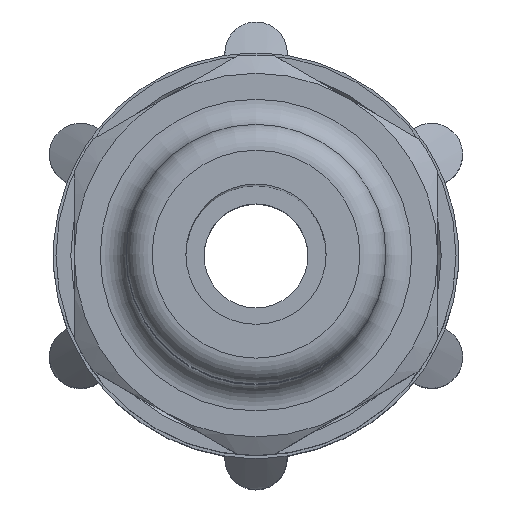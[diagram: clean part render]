
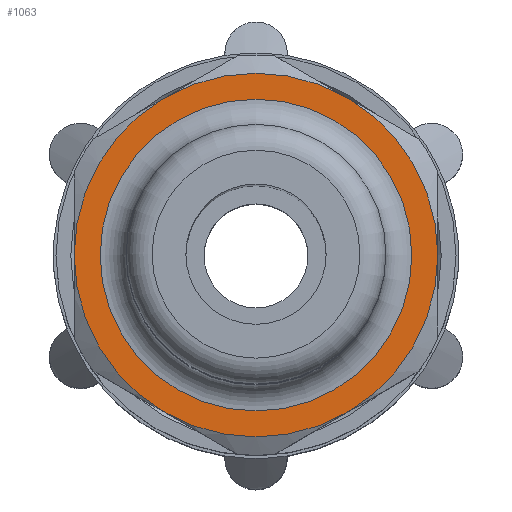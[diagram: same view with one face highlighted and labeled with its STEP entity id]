
A CAD part, top view. The second image highlights one B-rep face of the part: STEP entity #1063.
In plain terms, the highlighted planar face has unit normal (0, 0, 1).
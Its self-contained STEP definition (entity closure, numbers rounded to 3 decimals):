
#30=PLANE('',#1200);
#124=CIRCLE('',#1129,3.5);
#125=CIRCLE('',#1131,3.5);
#128=CIRCLE('',#1135,3.5);
#129=CIRCLE('',#1137,3.5);
#131=CIRCLE('',#1140,3.5);
#133=CIRCLE('',#1143,3.5);
#162=CIRCLE('',#1199,3.);
#307=ORIENTED_EDGE('',*,*,#500,.F.);
#308=ORIENTED_EDGE('',*,*,#494,.F.);
#309=ORIENTED_EDGE('',*,*,#492,.F.);
#310=ORIENTED_EDGE('',*,*,#510,.F.);
#311=ORIENTED_EDGE('',*,*,#506,.F.);
#312=ORIENTED_EDGE('',*,*,#502,.F.);
#313=ORIENTED_EDGE('',*,*,#569,.T.);
#492=EDGE_CURVE('',#634,#632,#124,.T.);
#494=EDGE_CURVE('',#632,#636,#125,.T.);
#500=EDGE_CURVE('',#636,#639,#128,.T.);
#502=EDGE_CURVE('',#639,#642,#129,.T.);
#506=EDGE_CURVE('',#642,#645,#131,.T.);
#510=EDGE_CURVE('',#645,#634,#133,.T.);
#569=EDGE_CURVE('',#687,#687,#162,.T.);
#632=VERTEX_POINT('',#1658);
#634=VERTEX_POINT('',#1665);
#636=VERTEX_POINT('',#1674);
#639=VERTEX_POINT('',#1687);
#642=VERTEX_POINT('',#1702);
#645=VERTEX_POINT('',#1716);
#687=VERTEX_POINT('',#1934);
#804=EDGE_LOOP('',(#307,#308,#309,#310,#311,#312));
#805=EDGE_LOOP('',(#313));
#924=FACE_BOUND('',#804,.T.);
#925=FACE_BOUND('',#805,.T.);
#1063=ADVANCED_FACE('',(#924,#925),#30,.F.);
#1129=AXIS2_PLACEMENT_3D('',#1666,#1299,#1300);
#1131=AXIS2_PLACEMENT_3D('',#1673,#1303,#1304);
#1135=AXIS2_PLACEMENT_3D('',#1694,#1311,#1312);
#1137=AXIS2_PLACEMENT_3D('',#1701,#1315,#1316);
#1140=AXIS2_PLACEMENT_3D('',#1715,#1321,#1322);
#1143=AXIS2_PLACEMENT_3D('',#1729,#1327,#1328);
#1199=AXIS2_PLACEMENT_3D('',#1933,#1451,#1452);
#1200=AXIS2_PLACEMENT_3D('',#1935,#1453,#1454);
#1299=DIRECTION('',(0.,0.,-1.));
#1300=DIRECTION('',(-1.,0.,0.));
#1303=DIRECTION('',(0.,0.,-1.));
#1304=DIRECTION('',(-1.,0.,0.));
#1311=DIRECTION('',(0.,0.,-1.));
#1312=DIRECTION('',(-1.,0.,0.));
#1315=DIRECTION('',(0.,0.,-1.));
#1316=DIRECTION('',(-1.,0.,0.));
#1321=DIRECTION('',(0.,0.,-1.));
#1322=DIRECTION('',(-1.,0.,0.));
#1327=DIRECTION('',(0.,0.,-1.));
#1328=DIRECTION('',(-1.,0.,0.));
#1451=DIRECTION('',(0.,0.,-1.));
#1452=DIRECTION('',(-1.,0.,0.));
#1453=DIRECTION('',(0.,0.,-1.));
#1454=DIRECTION('',(-1.,0.,0.));
#1658=CARTESIAN_POINT('',(-3.5,0.,14.));
#1665=CARTESIAN_POINT('',(-1.75,-3.031,14.));
#1666=CARTESIAN_POINT('',(0.,0.,14.));
#1673=CARTESIAN_POINT('',(0.,0.,14.));
#1674=CARTESIAN_POINT('',(-1.75,3.031,14.));
#1687=CARTESIAN_POINT('',(1.75,3.031,14.));
#1694=CARTESIAN_POINT('',(0.,0.,14.));
#1701=CARTESIAN_POINT('',(0.,0.,14.));
#1702=CARTESIAN_POINT('',(3.5,0.,14.));
#1715=CARTESIAN_POINT('',(0.,0.,14.));
#1716=CARTESIAN_POINT('',(1.75,-3.031,14.));
#1729=CARTESIAN_POINT('',(0.,0.,14.));
#1933=CARTESIAN_POINT('',(0.,0.,14.));
#1934=CARTESIAN_POINT('',(-3.,0.,14.));
#1935=CARTESIAN_POINT('',(0.,3.,14.));
